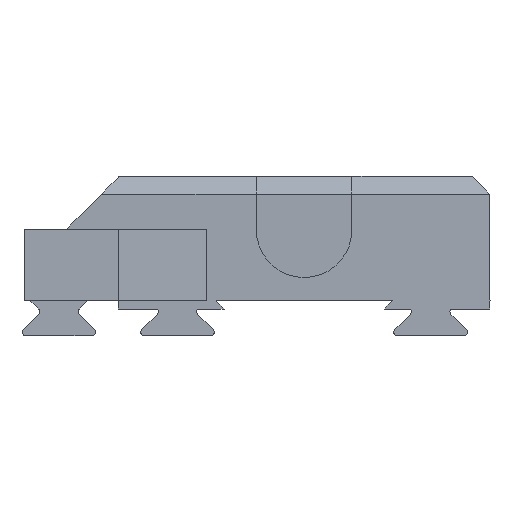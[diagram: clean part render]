
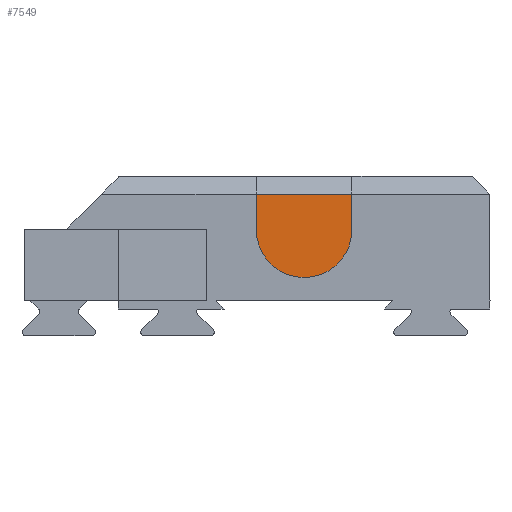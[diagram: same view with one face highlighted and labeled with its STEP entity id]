
A CAD part, front view. The second image highlights one B-rep face of the part: STEP entity #7549.
In plain terms, the highlighted planar face has unit normal (0, -1, 0).
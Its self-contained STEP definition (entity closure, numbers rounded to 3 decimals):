
#504=FACE_OUTER_BOUND('',#893,.T.);
#893=EDGE_LOOP('',(#6829,#6830,#6831,#6832,#6833,#6834));
#1392=LINE('',#11006,#2285);
#1438=LINE('',#11124,#2331);
#1465=LINE('',#11188,#2358);
#1993=LINE('',#12435,#2886);
#1994=LINE('',#12437,#2887);
#1995=LINE('',#12438,#2888);
#2285=VECTOR('',#8745,10.);
#2331=VECTOR('',#8841,10.);
#2358=VECTOR('',#8904,10.);
#2886=VECTOR('',#10222,10.);
#2887=VECTOR('',#10225,10.);
#2888=VECTOR('',#10226,10.);
#3201=VERTEX_POINT('',#10983);
#3209=VERTEX_POINT('',#11005);
#3255=VERTEX_POINT('',#11121);
#3256=VERTEX_POINT('',#11123);
#3598=VERTEX_POINT('',#12427);
#3599=VERTEX_POINT('',#12431);
#3968=EDGE_CURVE('',#3201,#3209,#1392,.T.);
#4027=EDGE_CURVE('',#3256,#3255,#1438,.T.);
#4061=EDGE_CURVE('',#3255,#3201,#1465,.T.);
#4687=EDGE_CURVE('',#3598,#3599,#1993,.T.);
#4688=EDGE_CURVE('',#3598,#3256,#1994,.T.);
#4689=EDGE_CURVE('',#3209,#3599,#1995,.T.);
#6829=ORIENTED_EDGE('',*,*,#4687,.F.);
#6830=ORIENTED_EDGE('',*,*,#4688,.T.);
#6831=ORIENTED_EDGE('',*,*,#4027,.T.);
#6832=ORIENTED_EDGE('',*,*,#4061,.T.);
#6833=ORIENTED_EDGE('',*,*,#3968,.T.);
#6834=ORIENTED_EDGE('',*,*,#4689,.T.);
#7163=PLANE('',#8157);
#7549=ADVANCED_FACE('',(#504),#7163,.F.);
#8157=AXIS2_PLACEMENT_3D('',#12436,#10223,#10224);
#8745=DIRECTION('',(1.,0.,0.));
#8841=DIRECTION('',(1.,0.,0.));
#8904=DIRECTION('',(1.,0.,0.));
#10222=DIRECTION('',(1.,0.,0.));
#10223=DIRECTION('center_axis',(0.,1.,0.));
#10224=DIRECTION('ref_axis',(0.,0.,1.));
#10225=DIRECTION('',(0.,0.,-1.));
#10226=DIRECTION('',(0.,0.,1.));
#10983=CARTESIAN_POINT('',(27.017,92.143,16.5));
#11005=CARTESIAN_POINT('',(28.007,92.143,16.5));
#11006=CARTESIAN_POINT('',(26.765,92.143,16.5));
#11121=CARTESIAN_POINT('',(16.042,92.143,16.5));
#11123=CARTESIAN_POINT('',(15.053,92.143,16.5));
#11124=CARTESIAN_POINT('',(26.765,92.143,16.5));
#11188=CARTESIAN_POINT('',(26.765,92.143,16.5));
#12427=CARTESIAN_POINT('',(15.053,92.143,22.471));
#12431=CARTESIAN_POINT('',(28.007,92.143,22.471));
#12435=CARTESIAN_POINT('',(22.878,92.143,22.471));
#12436=CARTESIAN_POINT('Origin',(21.53,92.143,19.985));
#12437=CARTESIAN_POINT('',(15.053,92.143,16.5));
#12438=CARTESIAN_POINT('',(28.007,92.143,16.5));
